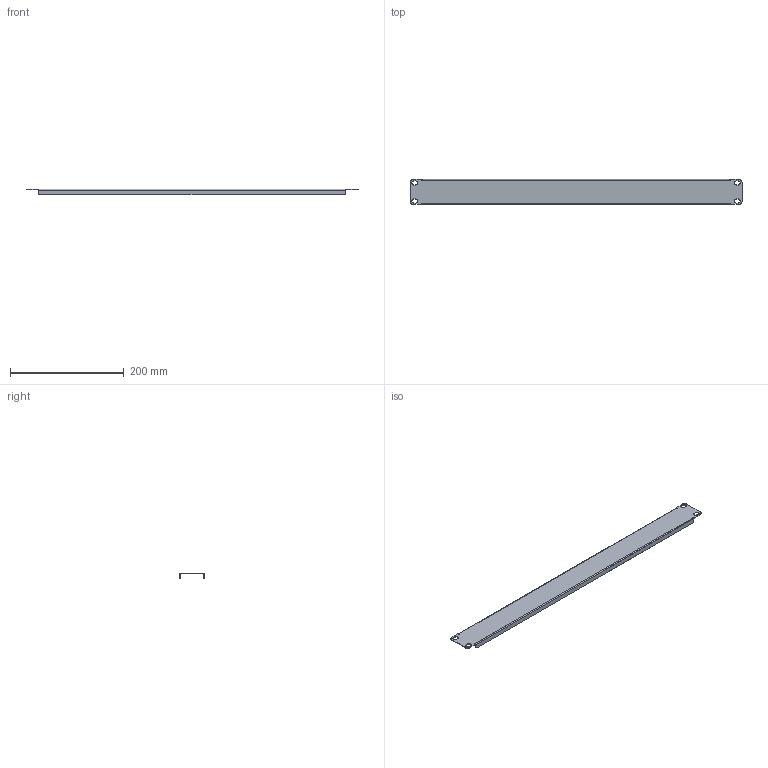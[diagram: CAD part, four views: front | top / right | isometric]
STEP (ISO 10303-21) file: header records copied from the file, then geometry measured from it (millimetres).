
FILE_DESCRIPTION (( 'STEP AP214' ), '1' );
FILE_NAME ('LC23INSP1U_3D.step', '2024-04-04T23:19:16', ( '' ), ( '' ), 'SwSTEP 2.0', 'SolidWorks 2022', '' );
FILE_SCHEMA (( 'AUTOMOTIVE_DESIGN' ));
Length unit declared in the file: millimetre
Products named in the file (1): LC23INSP1U_3D
Bounding box: 584.2 x 44 x 9.7 mm (x, y, z)
Volume: 34372.6 mm3; surface area: 70156.4 mm2
Topology: 1 solids, 1 shells, 66 faces, 176 edges, 112 vertices
Faces by surface type: plane 42, cylinder 24
Entity records: 2090 total; most frequent: DIRECTION 358, CARTESIAN_POINT 355, ORIENTED_EDGE 352, EDGE_CURVE 176, LINE 128, VECTOR 128, AXIS2_PLACEMENT_3D 115, VERTEX_POINT 112
